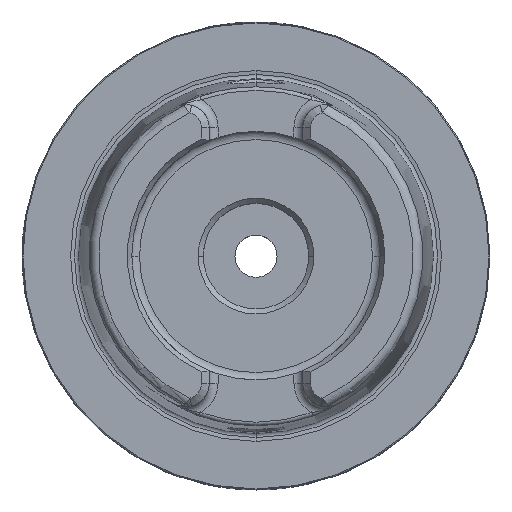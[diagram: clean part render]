
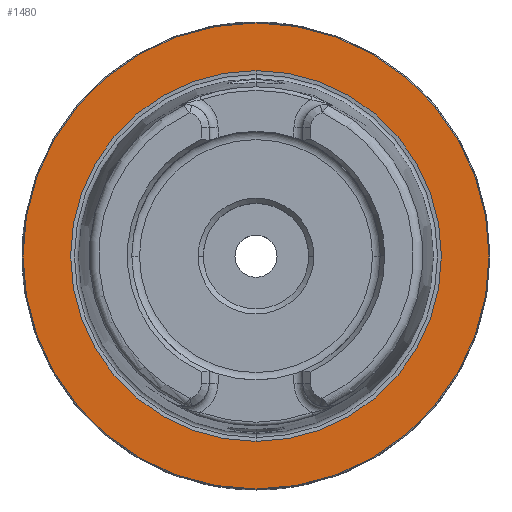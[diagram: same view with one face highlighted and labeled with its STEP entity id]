
A CAD part, top view. The second image highlights one B-rep face of the part: STEP entity #1480.
In plain terms, the highlighted planar face has unit normal (0, 0, 1).
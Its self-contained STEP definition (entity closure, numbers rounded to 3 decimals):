
#64 = DIRECTION ( 'NONE',  ( 0., 0., 1. ) ) ;
#67 = CARTESIAN_POINT ( 'NONE',  ( 0., 0., 0. ) ) ;
#473 = VERTEX_POINT ( 'NONE', #2106 ) ;
#568 = EDGE_CURVE ( 'NONE', #4585, #8084, #9535, .T. ) ;
#585 = EDGE_CURVE ( 'NONE', #671, #473, #8974, .T. ) ;
#671 = VERTEX_POINT ( 'NONE', #8586 ) ;
#1440 = ORIENTED_EDGE ( 'NONE', *, *, #568, .T. ) ;
#1480 = ADVANCED_FACE ( 'NONE', ( #12009, #7349 ), #9646, .T. ) ;
#2106 = CARTESIAN_POINT ( 'NONE',  ( 0., -39.59, 0. ) ) ;
#2137 = AXIS2_PLACEMENT_3D ( 'NONE', #67, #64, #9613 ) ;
#2156 = AXIS2_PLACEMENT_3D ( 'NONE', #9533, #9519, #9515 ) ;
#2217 = ORIENTED_EDGE ( 'NONE', *, *, #10338, .T. ) ;
#2533 = CARTESIAN_POINT ( 'NONE',  ( 0., 0., 0. ) ) ;
#2941 = AXIS2_PLACEMENT_3D ( 'NONE', #6048, #5702, #5173 ) ;
#3398 = CARTESIAN_POINT ( 'NONE',  ( 0., 0., 0. ) ) ;
#3502 = DIRECTION ( 'NONE',  ( 0., -1., 0. ) ) ;
#4338 = DIRECTION ( 'NONE',  ( 0., 1., 0. ) ) ;
#4414 = CIRCLE ( 'NONE', #9085, 39.59 ) ;
#4585 = VERTEX_POINT ( 'NONE', #6401 ) ;
#4735 = ORIENTED_EDGE ( 'NONE', *, *, #585, .T. ) ;
#5173 = DIRECTION ( 'NONE',  ( 0., -1., 0. ) ) ;
#5286 = ORIENTED_EDGE ( 'NONE', *, *, #11191, .T. ) ;
#5702 = DIRECTION ( 'NONE',  ( 0., 0., 1. ) ) ;
#6048 = CARTESIAN_POINT ( 'NONE',  ( 0., 49.965, 0. ) ) ;
#6401 = CARTESIAN_POINT ( 'NONE',  ( 0., 49.765, 0. ) ) ;
#6591 = AXIS2_PLACEMENT_3D ( 'NONE', #2533, #8975, #3502 ) ;
#7349 = FACE_BOUND ( 'NONE', #9007, .T. ) ;
#7378 = EDGE_LOOP ( 'NONE', ( #5286, #1440 ) ) ;
#7851 = CARTESIAN_POINT ( 'NONE',  ( 0., -49.765, 0. ) ) ;
#8084 = VERTEX_POINT ( 'NONE', #7851 ) ;
#8586 = CARTESIAN_POINT ( 'NONE',  ( 0., 39.59, 0. ) ) ;
#8974 = CIRCLE ( 'NONE', #2156, 39.59 ) ;
#8975 = DIRECTION ( 'NONE',  ( 0., 0., 1. ) ) ;
#9007 = EDGE_LOOP ( 'NONE', ( #2217, #4735 ) ) ;
#9085 = AXIS2_PLACEMENT_3D ( 'NONE', #3398, #9796, #4338 ) ;
#9515 = DIRECTION ( 'NONE',  ( 0., 1., 0. ) ) ;
#9519 = DIRECTION ( 'NONE',  ( 0., 0., -1. ) ) ;
#9533 = CARTESIAN_POINT ( 'NONE',  ( 0., 0., 0. ) ) ;
#9535 = CIRCLE ( 'NONE', #2137, 49.765 ) ;
#9613 = DIRECTION ( 'NONE',  ( 0., -1., 0. ) ) ;
#9646 = PLANE ( 'NONE',  #2941 ) ;
#9796 = DIRECTION ( 'NONE',  ( 0., 0., -1. ) ) ;
#9950 = CIRCLE ( 'NONE', #6591, 49.765 ) ;
#10338 = EDGE_CURVE ( 'NONE', #473, #671, #4414, .T. ) ;
#11191 = EDGE_CURVE ( 'NONE', #8084, #4585, #9950, .T. ) ;
#12009 = FACE_OUTER_BOUND ( 'NONE', #7378, .T. ) ;
